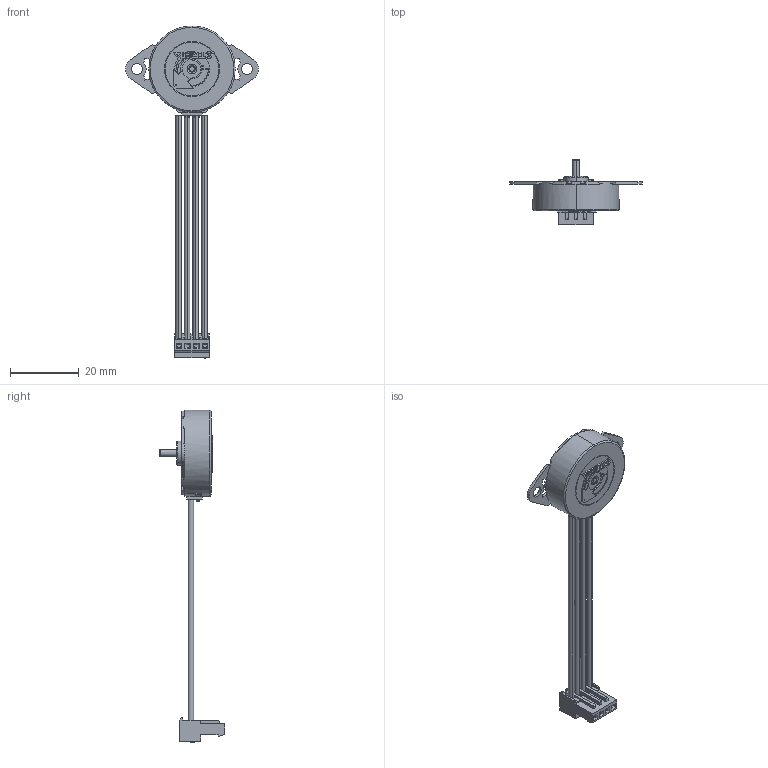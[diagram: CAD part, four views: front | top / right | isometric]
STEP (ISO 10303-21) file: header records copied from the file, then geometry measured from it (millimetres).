
FILE_DESCRIPTION (( 'STEP AP214' ), '1' );
FILE_NAME ('25TxxSxxxx.STEP', '2015-11-02T09:41:06', ( 'David' ), ( '' ), 'SwSTEP 2.0', 'SolidWorks 2015', '' );
FILE_SCHEMA (( 'AUTOMOTIVE_DESIGN' ));
Length unit declared in the file: millimetre
Products named in the file (5): c-3-640442-4-y-3d; 25t sync harness_Without harness; FLANGE 25___; 25 T; 25TxxSxxxx
Assembly tree (4 placements, depth 2):
  25TxxSxxxx
    25 T
    FLANGE 25___
    25t sync harness_Without harness
    c-3-640442-4-y-3d
Bounding box: 38.58 x 18.93 x 96.38 mm (x, y, z)
Volume: 5278.7 mm3; surface area: 5430.3 mm2
Topology: 12 solids, 12 shells, 924 faces, 2513 edges, 1640 vertices
Faces by surface type: plane 717, cylinder 176, bspline 19, torus 10, cone 2
Entity records: 32324 total; most frequent: CARTESIAN_POINT 5453, ORIENTED_EDGE 5026, DIRECTION 4733, EDGE_CURVE 2513, VECTOR 2029, LINE 2029, VERTEX_POINT 1640, AXIS2_PLACEMENT_3D 1352
